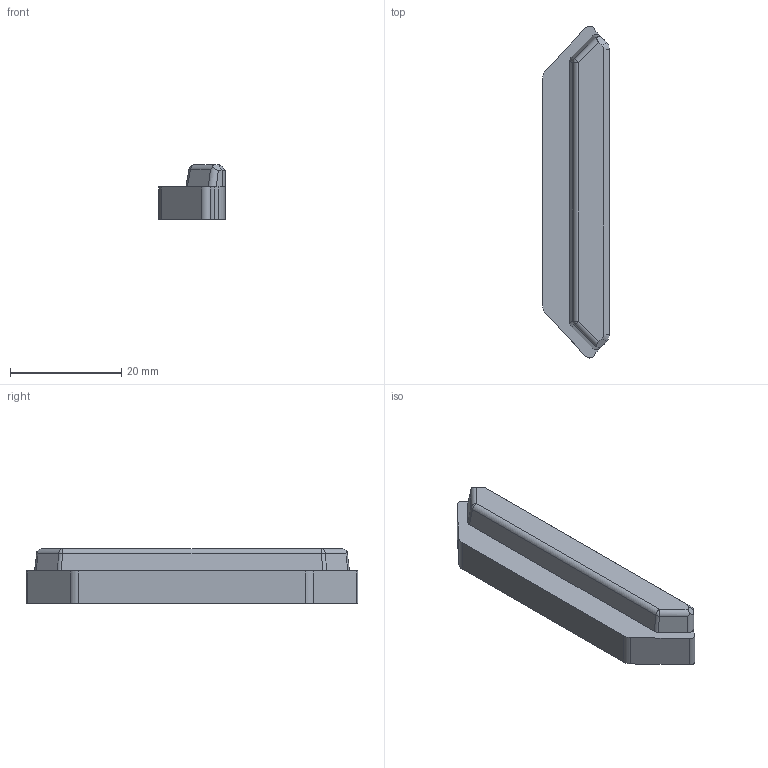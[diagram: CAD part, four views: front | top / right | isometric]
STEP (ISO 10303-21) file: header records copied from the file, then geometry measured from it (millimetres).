
FILE_DESCRIPTION (( 'STEP AP203' ), '1' );
FILE_NAME ('3DP_PETG_WHITE_Protable-Armor-Light-Bar.STEP', '2025-08-11T12:50:14', ( '' ), ( '' ), 'SwSTEP 2.0', 'SolidWorks 2024', '' );
FILE_SCHEMA (( 'CONFIG_CONTROL_DESIGN' ));
Length unit declared in the file: millimetre
Products named in the file (1): 3DP_PETG_WHITE_Protable-Armor-Light-Bar
Bounding box: 12 x 59.61 x 9.8 mm (x, y, z)
Volume: 1541.6 mm3; surface area: 3141.6 mm2
Topology: 1 solids, 1 shells, 82 faces, 222 edges, 140 vertices
Faces by surface type: plane 40, cylinder 34, cone 4, sphere 4
Entity records: 2639 total; most frequent: CARTESIAN_POINT 499, ORIENTED_EDGE 444, DIRECTION 430, EDGE_CURVE 222, LINE 144, VECTOR 144, AXIS2_PLACEMENT_3D 143, VERTEX_POINT 140
